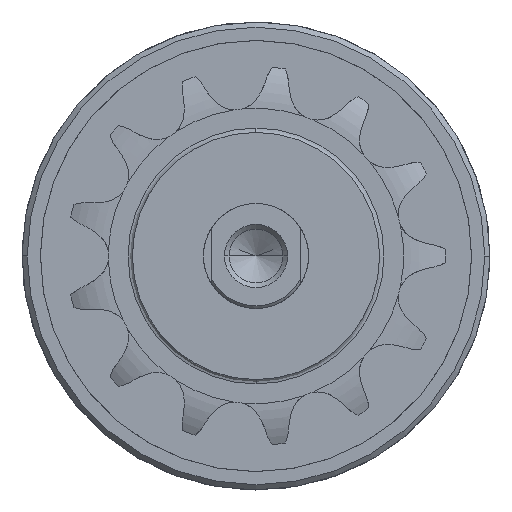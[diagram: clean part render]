
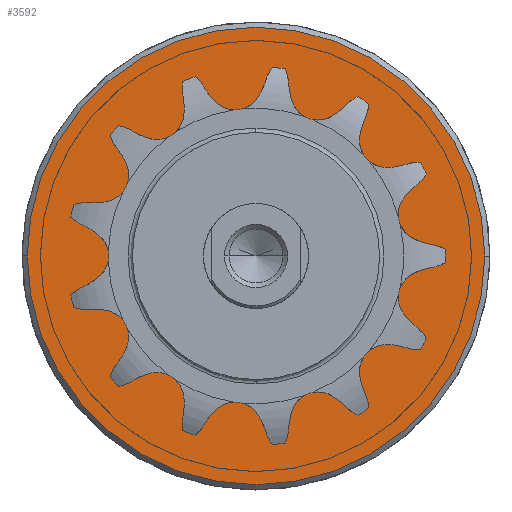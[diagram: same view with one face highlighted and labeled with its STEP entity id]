
A CAD part, left-side view. The second image highlights one B-rep face of the part: STEP entity #3592.
In plain terms, the highlighted planar face has unit normal (-1, 0, 0).
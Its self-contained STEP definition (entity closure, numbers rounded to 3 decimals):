
#146 = VERTEX_POINT ( 'NONE', #3687 ) ;
#225 = CIRCLE ( 'NONE', #13144, 26.5 ) ;
#315 = FACE_BOUND ( 'NONE', #6505, .T. ) ;
#1017 = EDGE_LOOP ( 'NONE', ( #12347, #12285 ) ) ;
#1080 = CARTESIAN_POINT ( 'NONE',  ( 43.506, 0., 0. ) ) ;
#1410 = DIRECTION ( 'NONE',  ( 1., 0., 0. ) ) ;
#1564 = ORIENTED_EDGE ( 'NONE', *, *, #2051, .T. ) ;
#1621 = CARTESIAN_POINT ( 'NONE',  ( 43.506, 0., 0. ) ) ;
#2051 = EDGE_CURVE ( 'NONE', #9811, #146, #225, .T. ) ;
#2108 = CARTESIAN_POINT ( 'NONE',  ( 43.506, 0., 0. ) ) ;
#3159 = CARTESIAN_POINT ( 'NONE',  ( 43.506, 43.5, 0. ) ) ;
#3592 = ADVANCED_FACE ( 'NONE', ( #315, #8753 ), #8691, .T. ) ;
#3687 = CARTESIAN_POINT ( 'NONE',  ( 43.506, 0., 26.5 ) ) ;
#4238 = DIRECTION ( 'NONE',  ( 0., 1., 0. ) ) ;
#4528 = VERTEX_POINT ( 'NONE', #3159 ) ;
#6179 = AXIS2_PLACEMENT_3D ( 'NONE', #8658, #7617, #9680 ) ;
#6471 = AXIS2_PLACEMENT_3D ( 'NONE', #1080, #12945, #4238 ) ;
#6505 = EDGE_LOOP ( 'NONE', ( #1564, #13297 ) ) ;
#6700 = VERTEX_POINT ( 'NONE', #10746 ) ;
#6869 = CARTESIAN_POINT ( 'NONE',  ( 43.506, 0., 0. ) ) ;
#6906 = CIRCLE ( 'NONE', #6471, 43.5 ) ;
#7072 = CIRCLE ( 'NONE', #11297, 26.5 ) ;
#7475 = DIRECTION ( 'NONE',  ( 1., 0., 0. ) ) ;
#7516 = AXIS2_PLACEMENT_3D ( 'NONE', #6869, #13016, #12036 ) ;
#7617 = DIRECTION ( 'NONE',  ( -1., 0., 0. ) ) ;
#7894 = DIRECTION ( 'NONE',  ( 0., 0., -1. ) ) ;
#8658 = CARTESIAN_POINT ( 'NONE',  ( 43.506, 0., 0. ) ) ;
#8691 = PLANE ( 'NONE',  #7516 ) ;
#8753 = FACE_OUTER_BOUND ( 'NONE', #1017, .T. ) ;
#8835 = CIRCLE ( 'NONE', #6179, 43.5 ) ;
#9551 = DIRECTION ( 'NONE',  ( 0., 0., -1. ) ) ;
#9680 = DIRECTION ( 'NONE',  ( 0., 1., 0. ) ) ;
#9811 = VERTEX_POINT ( 'NONE', #10413 ) ;
#10305 = EDGE_CURVE ( 'NONE', #6700, #4528, #8835, .T. ) ;
#10311 = EDGE_CURVE ( 'NONE', #146, #9811, #7072, .T. ) ;
#10413 = CARTESIAN_POINT ( 'NONE',  ( 43.506, 0., -26.5 ) ) ;
#10746 = CARTESIAN_POINT ( 'NONE',  ( 43.506, -43.5, 0. ) ) ;
#11297 = AXIS2_PLACEMENT_3D ( 'NONE', #2108, #7475, #9551 ) ;
#12028 = EDGE_CURVE ( 'NONE', #4528, #6700, #6906, .T. ) ;
#12036 = DIRECTION ( 'NONE',  ( 0., 0., 1. ) ) ;
#12285 = ORIENTED_EDGE ( 'NONE', *, *, #10305, .T. ) ;
#12347 = ORIENTED_EDGE ( 'NONE', *, *, #12028, .T. ) ;
#12945 = DIRECTION ( 'NONE',  ( -1., 0., 0. ) ) ;
#13016 = DIRECTION ( 'NONE',  ( -1., 0., 0. ) ) ;
#13144 = AXIS2_PLACEMENT_3D ( 'NONE', #1621, #1410, #7894 ) ;
#13297 = ORIENTED_EDGE ( 'NONE', *, *, #10311, .T. ) ;
